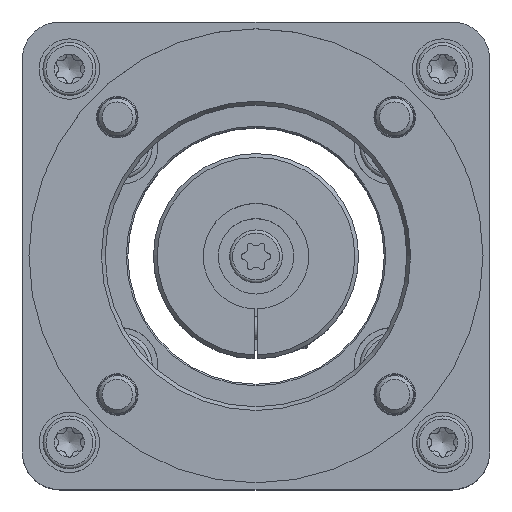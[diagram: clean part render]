
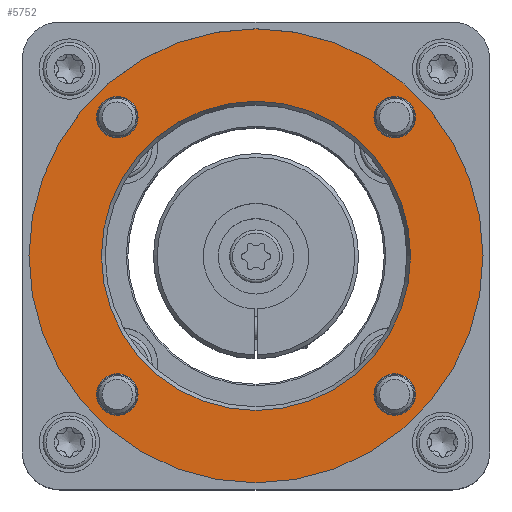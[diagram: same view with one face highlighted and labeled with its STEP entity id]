
A CAD part, top view. The second image highlights one B-rep face of the part: STEP entity #5752.
In plain terms, the highlighted planar face has unit normal (0, 0, 1).
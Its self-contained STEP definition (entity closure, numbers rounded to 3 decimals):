
#1858=ORIENTED_EDGE('',*,*,#3129,.T.);
#1859=ORIENTED_EDGE('',*,*,#3130,.T.);
#1860=ORIENTED_EDGE('',*,*,#3131,.T.);
#1861=ORIENTED_EDGE('',*,*,#3132,.T.);
#1862=ORIENTED_EDGE('',*,*,#3133,.T.);
#1863=ORIENTED_EDGE('',*,*,#3128,.F.);
#3128=EDGE_CURVE('',#3837,#3837,#4314,.T.);
#3129=EDGE_CURVE('',#3838,#3838,#4315,.T.);
#3130=EDGE_CURVE('',#3839,#3839,#4316,.F.);
#3131=EDGE_CURVE('',#3840,#3840,#4317,.F.);
#3132=EDGE_CURVE('',#3841,#3841,#4318,.F.);
#3133=EDGE_CURVE('',#3842,#3842,#4319,.F.);
#3837=VERTEX_POINT('',#10636);
#3838=VERTEX_POINT('',#10639);
#3839=VERTEX_POINT('',#10641);
#3840=VERTEX_POINT('',#10643);
#3841=VERTEX_POINT('',#10645);
#3842=VERTEX_POINT('',#10647);
#4314=CIRCLE('',#7318,30.1);
#4315=CIRCLE('',#7320,20.5);
#4316=CIRCLE('',#7321,2.75);
#4317=CIRCLE('',#7322,2.75);
#4318=CIRCLE('',#7323,2.75);
#4319=CIRCLE('',#7324,2.75);
#4753=EDGE_LOOP('',(#1858));
#4754=EDGE_LOOP('',(#1859));
#4755=EDGE_LOOP('',(#1860));
#4756=EDGE_LOOP('',(#1861));
#4757=EDGE_LOOP('',(#1862));
#4758=EDGE_LOOP('',(#1863));
#5248=FACE_BOUND('',#4753,.T.);
#5249=FACE_BOUND('',#4754,.T.);
#5250=FACE_BOUND('',#4755,.T.);
#5251=FACE_BOUND('',#4756,.T.);
#5252=FACE_BOUND('',#4757,.T.);
#5253=FACE_BOUND('',#4758,.T.);
#5517=PLANE('',#7319);
#5752=ADVANCED_FACE('',(#5248,#5249,#5250,#5251,#5252,#5253),#5517,.T.);
#7318=AXIS2_PLACEMENT_3D('',#10635,#8550,#8551);
#7319=AXIS2_PLACEMENT_3D('',#10637,#8552,#8553);
#7320=AXIS2_PLACEMENT_3D('',#10638,#8554,#8555);
#7321=AXIS2_PLACEMENT_3D('',#10640,#8556,#8557);
#7322=AXIS2_PLACEMENT_3D('',#10642,#8558,#8559);
#7323=AXIS2_PLACEMENT_3D('',#10644,#8560,#8561);
#7324=AXIS2_PLACEMENT_3D('',#10646,#8562,#8563);
#8550=DIRECTION('',(0.,0.,-1.));
#8551=DIRECTION('',(-1.,0.,0.));
#8552=DIRECTION('',(0.,0.,1.));
#8553=DIRECTION('',(1.,0.,0.));
#8554=DIRECTION('',(0.,0.,-1.));
#8555=DIRECTION('',(-1.,0.,0.));
#8556=DIRECTION('',(0.,0.,1.));
#8557=DIRECTION('',(1.,0.,0.));
#8558=DIRECTION('',(0.,0.,1.));
#8559=DIRECTION('',(1.,0.,0.));
#8560=DIRECTION('',(0.,0.,1.));
#8561=DIRECTION('',(1.,0.,0.));
#8562=DIRECTION('',(0.,0.,1.));
#8563=DIRECTION('',(1.,0.,0.));
#10635=CARTESIAN_POINT('',(0.,0.,-3.));
#10636=CARTESIAN_POINT('',(-30.1,0.,-3.));
#10637=CARTESIAN_POINT('',(0.,30.1,-3.));
#10638=CARTESIAN_POINT('',(0.,0.,-3.));
#10639=CARTESIAN_POINT('',(-20.5,0.,-3.));
#10640=CARTESIAN_POINT('',(-18.385,18.385,-3.));
#10641=CARTESIAN_POINT('',(-15.635,18.385,-3.));
#10642=CARTESIAN_POINT('',(-18.385,-18.385,-3.));
#10643=CARTESIAN_POINT('',(-15.635,-18.385,-3.));
#10644=CARTESIAN_POINT('',(18.385,-18.385,-3.));
#10645=CARTESIAN_POINT('',(21.135,-18.385,-3.));
#10646=CARTESIAN_POINT('',(18.385,18.385,-3.));
#10647=CARTESIAN_POINT('',(21.135,18.385,-3.));
